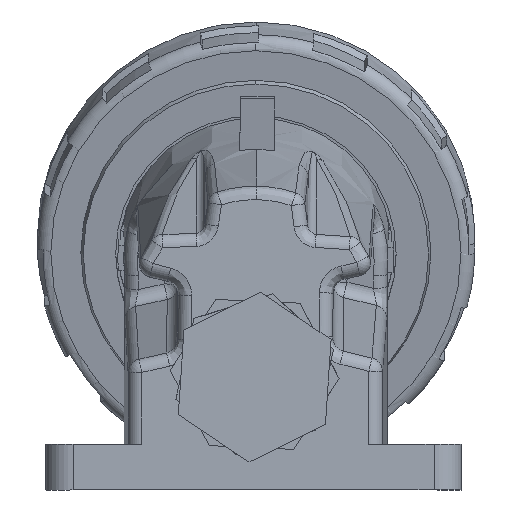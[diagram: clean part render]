
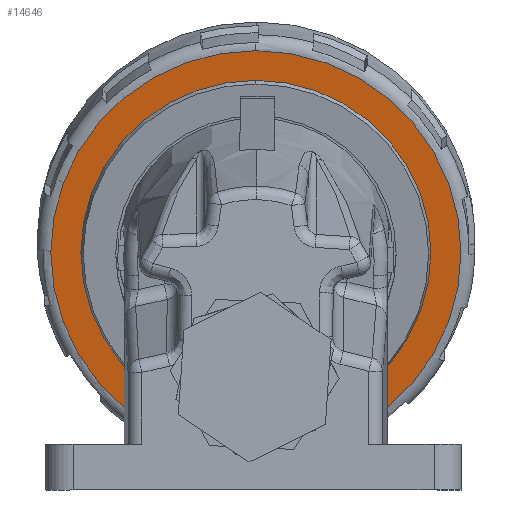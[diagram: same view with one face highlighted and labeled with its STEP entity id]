
A CAD part, left-side view. The second image highlights one B-rep face of the part: STEP entity #14646.
In plain terms, the highlighted face is planar.
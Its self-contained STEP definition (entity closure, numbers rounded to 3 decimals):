
#13087=CARTESIAN_POINT('',(8.215,38.471,51.439));
#13088=DIRECTION('',(-0.988,0.002,-0.155));
#13089=DIRECTION('',(-0.155,0.,0.988));
#13090=AXIS2_PLACEMENT_3D('',#13087,#13088,#13089);
#13092=CARTESIAN_POINT('',(8.215,38.471,51.439));
#13093=DIRECTION('',(-0.988,0.002,-0.155));
#13094=DIRECTION('',(0.155,0.,-0.988));
#13095=AXIS2_PLACEMENT_3D('',#13092,#13093,#13094);
#13101=CARTESIAN_POINT('',(8.215,38.471,51.439));
#13102=DIRECTION('',(0.988,-0.002,0.155));
#13103=DIRECTION('',(-0.155,0.,0.988));
#13104=AXIS2_PLACEMENT_3D('',#13101,#13102,#13103);
#13110=CARTESIAN_POINT('',(8.215,38.471,51.439));
#13111=DIRECTION('',(-0.988,0.002,-0.155));
#13112=DIRECTION('',(-0.155,0.,0.988));
#13113=AXIS2_PLACEMENT_3D('',#13110,#13111,#13112);
#13517=CARTESIAN_POINT('',(2.273,38.471,89.287));
#13519=VERTEX_POINT('',#13517);
#13537=CARTESIAN_POINT('',(14.157,38.471,13.59));
#13539=VERTEX_POINT('',#13537);
#13561=CARTESIAN_POINT('',(1.252,38.471,95.795));
#13562=CARTESIAN_POINT('',(15.179,38.471,7.082));
#13563=VERTEX_POINT('',#13561);
#13564=VERTEX_POINT('',#13562);
#14631=CARTESIAN_POINT('',(8.215,38.471,51.439));
#14632=DIRECTION('',(-0.988,0.002,-0.155));
#14633=DIRECTION('',(-0.155,0.,0.988));
#14634=AXIS2_PLACEMENT_3D('',#14631,#14632,#14633);
#14635=PLANE('',#14634);
#14636=ORIENTED_EDGE('',*,*,#14483,.F.);
#14637=ORIENTED_EDGE('',*,*,#14030,.F.);
#14638=EDGE_LOOP('',(#14636,#14637));
#14639=FACE_OUTER_BOUND('',#14638,.F.);
#14641=ORIENTED_EDGE('',*,*,#14640,.F.);
#14643=ORIENTED_EDGE('',*,*,#14642,.T.);
#14644=EDGE_LOOP('',(#14641,#14643));
#14645=FACE_BOUND('',#14644,.F.);
#14646=ADVANCED_FACE('',(#14639,#14645),#14635,.T.);
#13091=CIRCLE('',#13090,44.9);
#13096=CIRCLE('',#13095,44.9);
#13105=CIRCLE('',#13104,38.312);
#13114=CIRCLE('',#13113,38.312);
#14030=EDGE_CURVE('',#13564,#13563,#13096,.T.);
#14483=EDGE_CURVE('',#13563,#13564,#13091,.T.);
#14640=EDGE_CURVE('',#13519,#13539,#13105,.T.);
#14642=EDGE_CURVE('',#13519,#13539,#13114,.T.);
